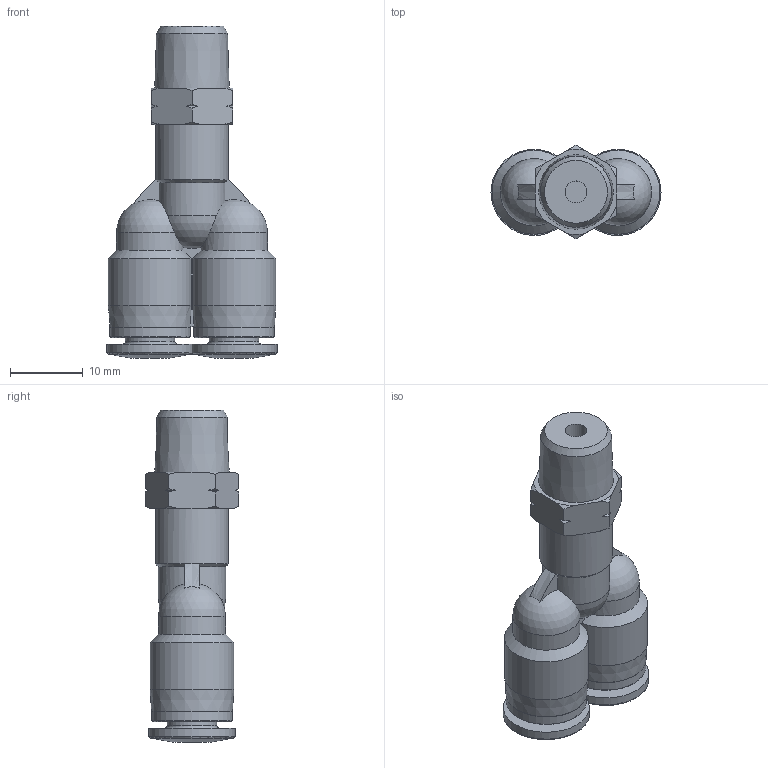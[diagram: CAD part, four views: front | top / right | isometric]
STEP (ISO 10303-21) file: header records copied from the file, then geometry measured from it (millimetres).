
FILE_DESCRIPTION(/* description */ ('STEP AP214'),/* implementation_level */ '2;1');
FILE_NAME(/* name */ '564688_QBY-1_8-3_16-U',/* time_stamp */ '2024-09-14T05:18:28+02:00',/* author */ ('License CC BY-ND 4.0'),/* organization */ ('CADENAS'),/* preprocessor_version */ 'ST-DEVELOPER v19.3',/* originating_system */ 'PARTsolutions',/* authorisation */ ' ');
FILE_SCHEMA (('AUTOMOTIVE_DESIGN {1 0 10303 214 3 1 1}'));
Length unit declared in the file: millimetre
Products named in the file (1): 564688 QBY-1/8-3/16-U
Bounding box: 23.3 x 12.83 x 45.5 mm (x, y, z)
Volume: 4986.8 mm3; surface area: 3500.3 mm2
Topology: 1 solids, 1 shells, 96 faces, 241 edges, 154 vertices
Faces by surface type: cone 36, plane 28, cylinder 20, sphere 6, torus 6
Full cylindrical faces by diameter (mm): 3 x3, 4.762 x2, 6.762 x2, 10 x1, 11 x2
Entity records: 3456 total; most frequent: CARTESIAN_POINT 676, DIRECTION 418, ORIENTED_EDGE 414, EDGE_CURVE 207, AXIS2_PLACEMENT_3D 185, VERTEX_POINT 146, EDGE_LOOP 131, FACE_BOUND 131
